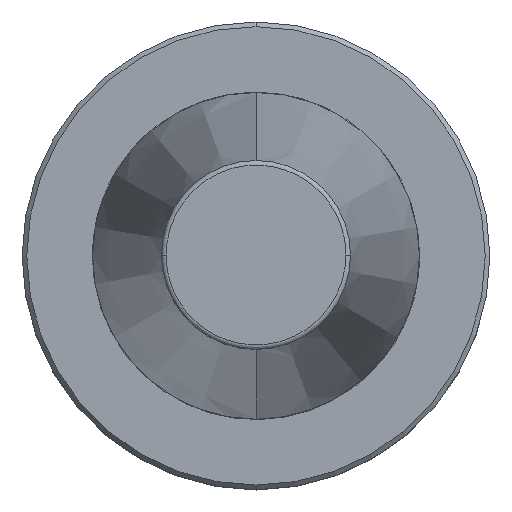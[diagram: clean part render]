
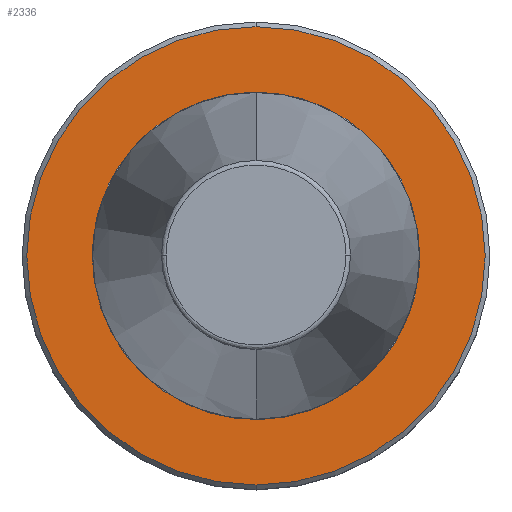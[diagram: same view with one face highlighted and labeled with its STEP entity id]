
A CAD part, top view. The second image highlights one B-rep face of the part: STEP entity #2336.
In plain terms, the highlighted planar face has unit normal (0, 0, 1).
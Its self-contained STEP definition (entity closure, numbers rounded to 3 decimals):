
#4 =( BOUNDED_CURVE ( )  B_SPLINE_CURVE ( 3, ( #1159, #1193, #1186, #1157 ),
 .UNSPECIFIED., .F., .F. ) 
 B_SPLINE_CURVE_WITH_KNOTS ( ( 4, 4 ),
 ( 0., 1. ),
 .UNSPECIFIED. ) 
 CURVE ( )  GEOMETRIC_REPRESENTATION_ITEM ( )  RATIONAL_B_SPLINE_CURVE ( ( 1., 0.333, 0.333, 1. ) ) 
 REPRESENTATION_ITEM ( '' )  );
#300 = EDGE_CURVE ( 'NONE', #2406, #1043, #2353, .T. ) ;
#430 = ORIENTED_EDGE ( 'NONE', *, *, #2062, .F. ) ;
#456 = EDGE_CURVE ( 'NONE', #882, #952, #4, .T. ) ;
#609 = DIRECTION ( 'NONE',  ( 0., 0., -1. ) ) ;
#643 = CARTESIAN_POINT ( 'NONE',  ( 0., 49., -3. ) ) ;
#653 = DIRECTION ( 'NONE',  ( 0., 1., 0. ) ) ;
#656 = DIRECTION ( 'NONE',  ( 0., 0., -1. ) ) ;
#657 = CARTESIAN_POINT ( 'NONE',  ( 0., 0., -3. ) ) ;
#726 = CARTESIAN_POINT ( 'NONE',  ( 35., 0., -3. ) ) ;
#769 = ORIENTED_EDGE ( 'NONE', *, *, #300, .F. ) ;
#807 = CARTESIAN_POINT ( 'NONE',  ( -35., 0., -3. ) ) ;
#882 = VERTEX_POINT ( 'NONE', #807 ) ;
#952 = VERTEX_POINT ( 'NONE', #726 ) ;
#1026 = EDGE_CURVE ( 'NONE', #1043, #2406, #2242, .T. ) ;
#1043 = VERTEX_POINT ( 'NONE', #643 ) ;
#1157 = CARTESIAN_POINT ( 'NONE',  ( 35., 0., -3. ) ) ;
#1159 = CARTESIAN_POINT ( 'NONE',  ( -35., 0., -3. ) ) ;
#1186 = CARTESIAN_POINT ( 'NONE',  ( 35., -70., -3. ) ) ;
#1193 = CARTESIAN_POINT ( 'NONE',  ( -35., -70., -3. ) ) ;
#1359 = FACE_OUTER_BOUND ( 'NONE', #1629, .T. ) ;
#1408 = CARTESIAN_POINT ( 'NONE',  ( 0., -49., -3. ) ) ;
#1458 = DIRECTION ( 'NONE',  ( -1., 0., 0. ) ) ;
#1460 = DIRECTION ( 'NONE',  ( 0., 0., -1. ) ) ;
#1463 = PLANE ( 'NONE',  #1810 ) ;
#1479 = CARTESIAN_POINT ( 'NONE',  ( 0., 35., -3. ) ) ;
#1549 =( BOUNDED_CURVE ( )  B_SPLINE_CURVE ( 3, ( #1686, #1682, #1677, #1675 ),
 .UNSPECIFIED., .F., .F. ) 
 B_SPLINE_CURVE_WITH_KNOTS ( ( 4, 4 ),
 ( 0., 1. ),
 .UNSPECIFIED. ) 
 CURVE ( )  GEOMETRIC_REPRESENTATION_ITEM ( )  RATIONAL_B_SPLINE_CURVE ( ( 1., 0.333, 0.333, 1. ) ) 
 REPRESENTATION_ITEM ( '' )  );
#1629 = EDGE_LOOP ( 'NONE', ( #2539, #769 ) ) ;
#1675 = CARTESIAN_POINT ( 'NONE',  ( -35., 0., -3. ) ) ;
#1677 = CARTESIAN_POINT ( 'NONE',  ( -35., 70., -3. ) ) ;
#1682 = CARTESIAN_POINT ( 'NONE',  ( 35., 70., -3. ) ) ;
#1686 = CARTESIAN_POINT ( 'NONE',  ( 35., 0., -3. ) ) ;
#1810 = AXIS2_PLACEMENT_3D ( 'NONE', #1479, #1460, #1458 ) ;
#2062 = EDGE_CURVE ( 'NONE', #952, #882, #1549, .T. ) ;
#2185 = DIRECTION ( 'NONE',  ( 0., 1., 0. ) ) ;
#2218 = EDGE_LOOP ( 'NONE', ( #2299, #430 ) ) ;
#2242 = CIRCLE ( 'NONE', #2400, 49. ) ;
#2243 = CARTESIAN_POINT ( 'NONE',  ( 0., 0., -3. ) ) ;
#2299 = ORIENTED_EDGE ( 'NONE', *, *, #456, .F. ) ;
#2336 = ADVANCED_FACE ( 'NONE', ( #2467, #1359 ), #1463, .F. ) ;
#2353 = CIRCLE ( 'NONE', #2470, 49. ) ;
#2400 = AXIS2_PLACEMENT_3D ( 'NONE', #657, #656, #653 ) ;
#2406 = VERTEX_POINT ( 'NONE', #1408 ) ;
#2467 = FACE_BOUND ( 'NONE', #2218, .T. ) ;
#2470 = AXIS2_PLACEMENT_3D ( 'NONE', #2243, #609, #2185 ) ;
#2539 = ORIENTED_EDGE ( 'NONE', *, *, #1026, .F. ) ;
